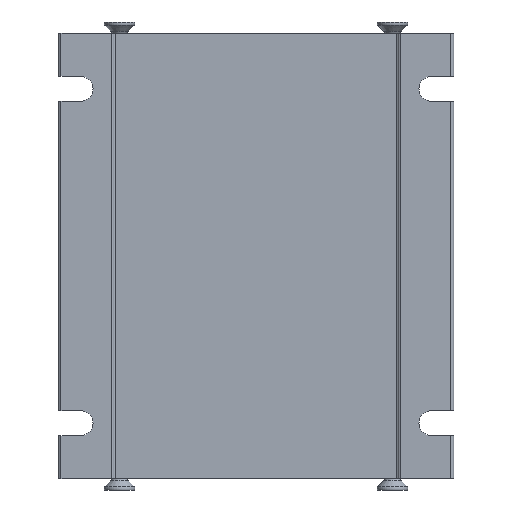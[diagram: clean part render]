
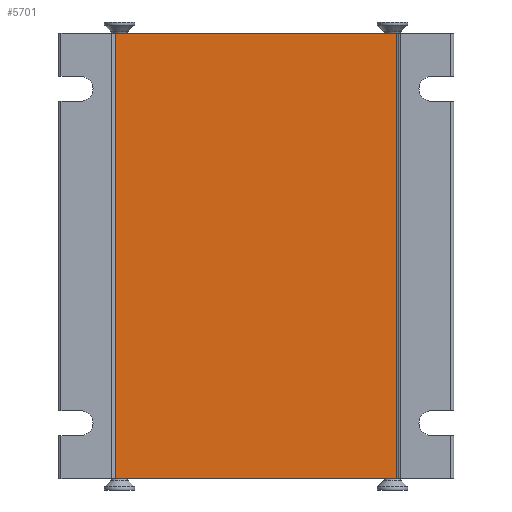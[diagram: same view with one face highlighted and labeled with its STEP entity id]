
A CAD part, front view. The second image highlights one B-rep face of the part: STEP entity #5701.
In plain terms, the highlighted planar face has unit normal (0, -1, 0).
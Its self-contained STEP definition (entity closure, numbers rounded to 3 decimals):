
#467=FACE_OUTER_BOUND('',#767,.T.);
#767=EDGE_LOOP('',(#4530,#4531,#4532,#4533));
#1286=LINE('',#8410,#1809);
#1384=LINE('',#8825,#1907);
#1483=LINE('',#9010,#2006);
#1485=LINE('',#9013,#2008);
#1809=VECTOR('',#6736,50.6);
#1907=VECTOR('',#7064,50.6);
#2006=VECTOR('',#7333,80.);
#2008=VECTOR('',#7337,80.);
#2335=VERTEX_POINT('',#8407);
#2336=VERTEX_POINT('',#8409);
#2537=VERTEX_POINT('',#8822);
#2538=VERTEX_POINT('',#8824);
#2948=EDGE_CURVE('',#2336,#2335,#1286,.T.);
#3156=EDGE_CURVE('',#2538,#2537,#1384,.T.);
#3256=EDGE_CURVE('',#2538,#2335,#1483,.T.);
#3258=EDGE_CURVE('',#2336,#2537,#1485,.T.);
#4530=ORIENTED_EDGE('',*,*,#3256,.F.);
#4531=ORIENTED_EDGE('',*,*,#3156,.T.);
#4532=ORIENTED_EDGE('',*,*,#3258,.F.);
#4533=ORIENTED_EDGE('',*,*,#2948,.T.);
#5501=PLANE('',#6228);
#5701=ADVANCED_FACE('',(#467),#5501,.T.);
#6228=AXIS2_PLACEMENT_3D('',#9028,#7365,#7366);
#6736=DIRECTION('',(1.,0.,0.));
#7064=DIRECTION('',(-1.,0.,0.));
#7333=DIRECTION('',(0.,0.,-1.));
#7337=DIRECTION('',(0.,0.,1.));
#7365=DIRECTION('center_axis',(0.,-1.,0.));
#7366=DIRECTION('ref_axis',(0.,0.,-1.));
#8407=CARTESIAN_POINT('',(25.3,-11.2,-40.));
#8409=CARTESIAN_POINT('',(-25.3,-11.2,-40.));
#8410=CARTESIAN_POINT('',(-25.3,-11.2,-40.));
#8822=CARTESIAN_POINT('',(-25.3,-11.2,40.));
#8824=CARTESIAN_POINT('',(25.3,-11.2,40.));
#8825=CARTESIAN_POINT('',(25.3,-11.2,40.));
#9010=CARTESIAN_POINT('',(25.3,-11.2,40.));
#9013=CARTESIAN_POINT('',(-25.3,-11.2,-40.));
#9028=CARTESIAN_POINT('Origin',(27.65,-11.2,0.));
